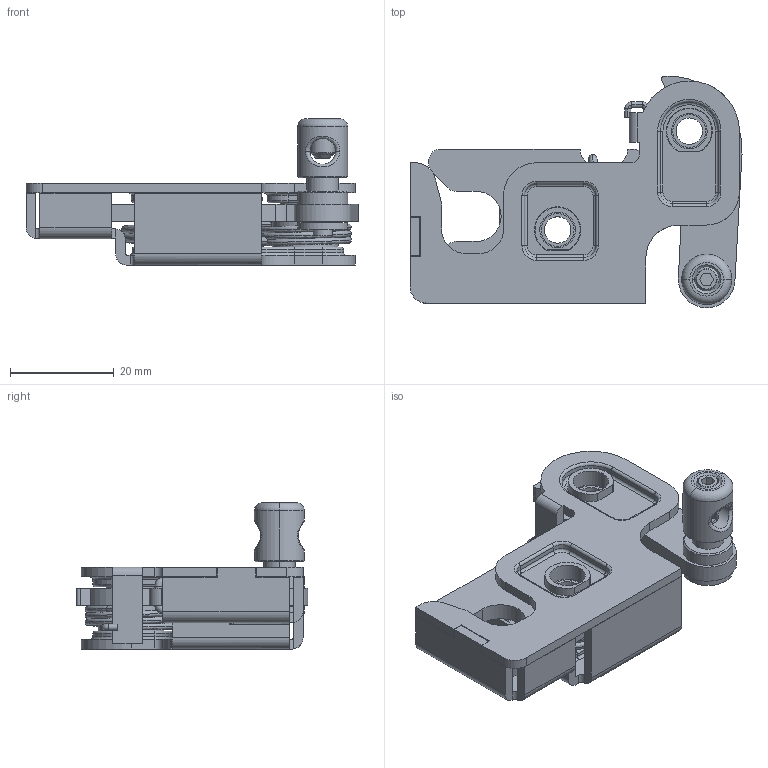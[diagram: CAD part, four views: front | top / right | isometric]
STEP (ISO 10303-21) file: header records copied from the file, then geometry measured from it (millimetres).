
FILE_DESCRIPTION((''),'2;1');
FILE_NAME('00750_ASM','2017-01-17T',('Jim Hole'),(''),'CREO PARAMETRIC BY PTC INC, 2016130','CREO PARAMETRIC BY PTC INC, 2016130','');
FILE_SCHEMA(('CONFIG_CONTROL_DESIGN'));
Length unit declared in the file: inch
Products named in the file (11): 00192; 00197; 00194; 00196; 00749; 00220; 00283; 00198; 00091; 00029; 00750_ASM
Assembly tree (11 placements, depth 2):
  00750_ASM
    00192
    00197  x2
    00194
    00196
    00749
    00220
    00283
    00198
    00091
    00029
Bounding box: 64.01 x 44.62 x 28.32 mm (x, y, z)
Volume: 14684.6 mm3; surface area: 17466 mm2
Topology: 11 solids, 14 shells, 469 faces, 1119 edges, 687 vertices
Faces by surface type: cylinder 216, plane 149, torus 64, bspline 12, cone 12, extrusion 10, revolution 4, sphere 2
Entity records: 20772 total; most frequent: CARTESIAN_POINT 9896, DIRECTION 2387, ORIENTED_EDGE 2118, EDGE_CURVE 1063, AXIS2_PLACEMENT_3D 925, VERTEX_POINT 655, VECTOR 533, LINE 523
